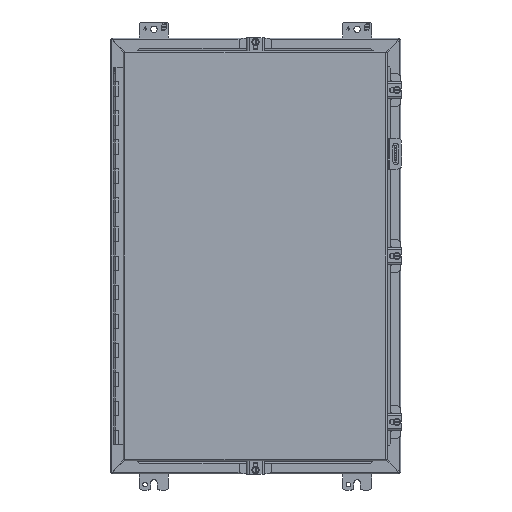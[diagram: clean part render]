
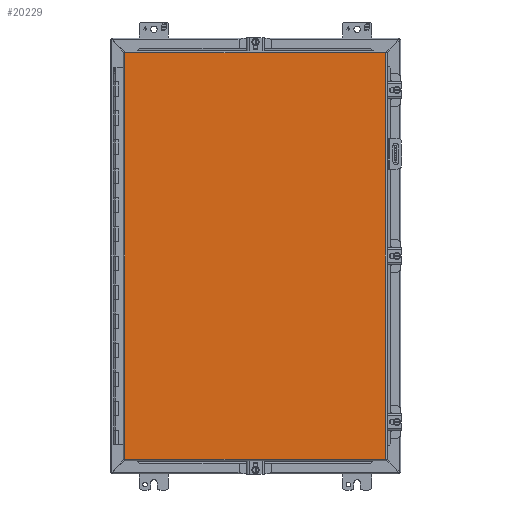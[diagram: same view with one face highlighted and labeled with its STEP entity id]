
A CAD part, front view. The second image highlights one B-rep face of the part: STEP entity #20229.
In plain terms, the highlighted planar face has unit normal (0, -1, 0).
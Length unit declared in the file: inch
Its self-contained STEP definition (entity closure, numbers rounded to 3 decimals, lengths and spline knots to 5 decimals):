
#1277 = LINE ( 'NONE', #26972, #30880 ) ;
#1855 = VECTOR ( 'NONE', #23333, 39.37008 ) ;
#5478 = DIRECTION ( 'NONE',  ( 0., 0., -1. ) ) ;
#6064 = EDGE_CURVE ( 'NONE', #37292, #43980, #18701, .T. ) ;
#6579 = DIRECTION ( 'NONE',  ( 0., 0., 1. ) ) ;
#7419 = VECTOR ( 'NONE', #5478, 39.37008 ) ;
#8531 = CARTESIAN_POINT ( 'NONE',  ( 8.955, -9.21, -13.9945 ) ) ;
#10183 = EDGE_CURVE ( 'NONE', #21243, #51289, #44163, .T. ) ;
#10291 = CARTESIAN_POINT ( 'NONE',  ( 8.955, -9.21, 13.9945 ) ) ;
#15132 = EDGE_CURVE ( 'NONE', #51289, #37292, #24184, .T. ) ;
#15537 = DIRECTION ( 'NONE',  ( 0., -1., 0. ) ) ;
#18001 = VECTOR ( 'NONE', #6579, 39.37008 ) ;
#18701 = LINE ( 'NONE', #44977, #18001 ) ;
#18844 = CARTESIAN_POINT ( 'NONE',  ( 8.955, -9.21, 13.9945 ) ) ;
#20229 = ADVANCED_FACE ( 'NONE', ( #40950 ), #36441, .T. ) ;
#21243 = VERTEX_POINT ( 'NONE', #18844 ) ;
#23333 = DIRECTION ( 'NONE',  ( -1., 0., 0. ) ) ;
#24184 = LINE ( 'NONE', #36887, #1855 ) ;
#26972 = CARTESIAN_POINT ( 'NONE',  ( -9.017, -9.21, 13.9945 ) ) ;
#27694 = DIRECTION ( 'NONE',  ( 0., 0., -1. ) ) ;
#28313 = CARTESIAN_POINT ( 'NONE',  ( -9.017, -9.21, -13.9945 ) ) ;
#30880 = VECTOR ( 'NONE', #43633, 39.37008 ) ;
#34880 = CARTESIAN_POINT ( 'NONE',  ( -9.017, -9.21, 13.9945 ) ) ;
#36441 = PLANE ( 'NONE',  #42952 ) ;
#36887 = CARTESIAN_POINT ( 'NONE',  ( 8.955, -9.21, -13.9945 ) ) ;
#37292 = VERTEX_POINT ( 'NONE', #28313 ) ;
#40950 = FACE_OUTER_BOUND ( 'NONE', #41747, .T. ) ;
#40995 = ORIENTED_EDGE ( 'NONE', *, *, #10183, .F. ) ;
#41747 = EDGE_LOOP ( 'NONE', ( #40995, #55165, #46972, #42895 ) ) ;
#42895 = ORIENTED_EDGE ( 'NONE', *, *, #15132, .F. ) ;
#42952 = AXIS2_PLACEMENT_3D ( 'NONE', #53381, #15537, #27694 ) ;
#43633 = DIRECTION ( 'NONE',  ( 1., 0., 0. ) ) ;
#43980 = VERTEX_POINT ( 'NONE', #34880 ) ;
#44053 = EDGE_CURVE ( 'NONE', #43980, #21243, #1277, .T. ) ;
#44163 = LINE ( 'NONE', #10291, #7419 ) ;
#44977 = CARTESIAN_POINT ( 'NONE',  ( -9.017, -9.21, -13.9945 ) ) ;
#46972 = ORIENTED_EDGE ( 'NONE', *, *, #6064, .F. ) ;
#51289 = VERTEX_POINT ( 'NONE', #8531 ) ;
#53381 = CARTESIAN_POINT ( 'NONE',  ( -9.017, -9.21, -13.9945 ) ) ;
#55165 = ORIENTED_EDGE ( 'NONE', *, *, #44053, .F. ) ;
